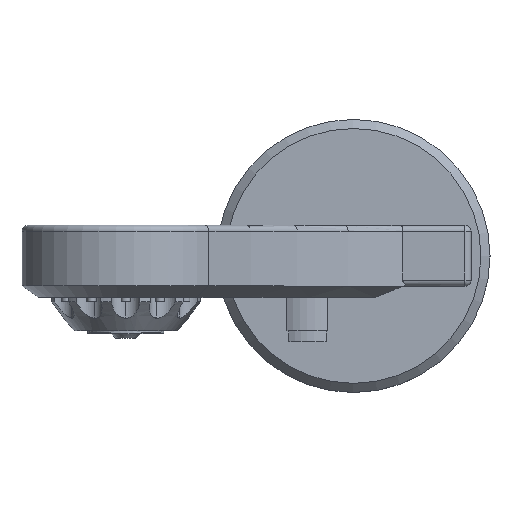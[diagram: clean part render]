
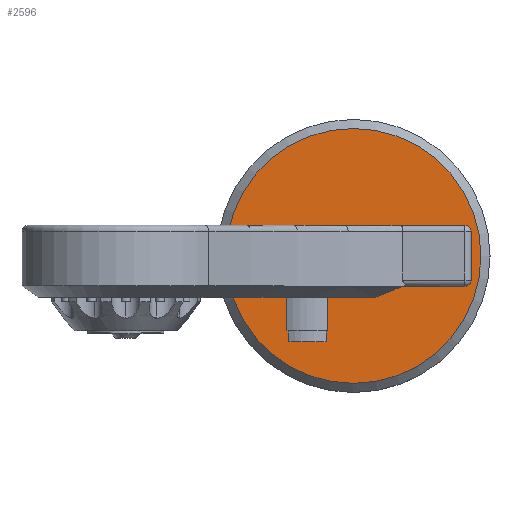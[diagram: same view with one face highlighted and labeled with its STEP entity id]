
A CAD part, top view. The second image highlights one B-rep face of the part: STEP entity #2596.
In plain terms, the highlighted planar face has unit normal (0, 0, 1).
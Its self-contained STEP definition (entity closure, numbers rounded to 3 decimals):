
#70=FACE_BOUND('',#533,.T.);
#180=PLANE('',#2935);
#339=FACE_OUTER_BOUND('',#532,.T.);
#532=EDGE_LOOP('',(#2342));
#533=EDGE_LOOP('',(#2343,#2344,#2345,#2346,#2347,#2348,#2349,#2350));
#541=LINE('',#3821,#687);
#549=LINE('',#3844,#695);
#556=LINE('',#3920,#702);
#679=LINE('',#5021,#825);
#687=VECTOR('',#2968,10.);
#695=VECTOR('',#2988,10.);
#702=VECTOR('',#3039,10.);
#825=VECTOR('',#3718,10.);
#833=CIRCLE('',#2622,4.);
#835=CIRCLE('',#2626,4.);
#841=CIRCLE('',#2635,4.);
#845=CIRCLE('',#2641,4.);
#991=CIRCLE('',#2931,84.);
#1004=VERTEX_POINT('',#3803);
#1005=VERTEX_POINT('',#3805);
#1007=VERTEX_POINT('',#3820);
#1010=VERTEX_POINT('',#3828);
#1011=VERTEX_POINT('',#3830);
#1016=VERTEX_POINT('',#3842);
#1019=VERTEX_POINT('',#3852);
#1022=VERTEX_POINT('',#3862);
#1240=VERTEX_POINT('',#5023);
#1256=EDGE_CURVE('',#1004,#1005,#833,.F.);
#1259=EDGE_CURVE('',#1007,#1005,#541,.T.);
#1264=EDGE_CURVE('',#1010,#1011,#835,.F.);
#1271=EDGE_CURVE('',#1010,#1016,#549,.T.);
#1275=EDGE_CURVE('',#1007,#1019,#841,.F.);
#1280=EDGE_CURVE('',#1022,#1016,#845,.F.);
#1293=EDGE_CURVE('',#1022,#1019,#556,.T.);
#1607=EDGE_CURVE('',#1004,#1011,#679,.T.);
#1608=EDGE_CURVE('',#1240,#1240,#991,.T.);
#2342=ORIENTED_EDGE('',*,*,#1608,.F.);
#2343=ORIENTED_EDGE('',*,*,#1293,.T.);
#2344=ORIENTED_EDGE('',*,*,#1275,.F.);
#2345=ORIENTED_EDGE('',*,*,#1259,.T.);
#2346=ORIENTED_EDGE('',*,*,#1256,.F.);
#2347=ORIENTED_EDGE('',*,*,#1607,.T.);
#2348=ORIENTED_EDGE('',*,*,#1264,.F.);
#2349=ORIENTED_EDGE('',*,*,#1271,.T.);
#2350=ORIENTED_EDGE('',*,*,#1280,.F.);
#2596=ADVANCED_FACE('',(#339,#70),#180,.T.);
#2622=AXIS2_PLACEMENT_3D('',#3806,#2963,#2964);
#2626=AXIS2_PLACEMENT_3D('',#3831,#2976,#2977);
#2635=AXIS2_PLACEMENT_3D('',#3853,#2999,#3000);
#2641=AXIS2_PLACEMENT_3D('',#3863,#3012,#3013);
#2931=AXIS2_PLACEMENT_3D('',#5024,#3721,#3722);
#2935=AXIS2_PLACEMENT_3D('',#5032,#3731,#3732);
#2963=DIRECTION('center_axis',(0.,0.,-1.));
#2964=DIRECTION('ref_axis',(-0.707,-0.707,0.));
#2968=DIRECTION('',(-1.,0.,0.));
#2976=DIRECTION('center_axis',(0.,0.,-1.));
#2977=DIRECTION('ref_axis',(-0.707,0.707,0.));
#2988=DIRECTION('',(1.,0.,0.));
#2999=DIRECTION('center_axis',(0.,0.,-1.));
#3000=DIRECTION('ref_axis',(0.707,-0.707,0.));
#3012=DIRECTION('center_axis',(0.,0.,-1.));
#3013=DIRECTION('ref_axis',(0.707,0.707,0.));
#3039=DIRECTION('',(0.,-1.,0.));
#3718=DIRECTION('',(0.,1.,0.));
#3721=DIRECTION('center_axis',(0.,0.,-1.));
#3722=DIRECTION('ref_axis',(1.,0.,0.));
#3731=DIRECTION('center_axis',(0.,0.,1.));
#3732=DIRECTION('ref_axis',(1.,0.,0.));
#3803=CARTESIAN_POINT('',(-77.5,-16.,37.));
#3805=CARTESIAN_POINT('',(-73.5,-20.,37.));
#3806=CARTESIAN_POINT('Origin',(-73.5,-16.,37.));
#3820=CARTESIAN_POINT('',(73.5,-20.,37.));
#3821=CARTESIAN_POINT('',(-38.75,-20.,37.));
#3828=CARTESIAN_POINT('',(-73.5,20.,37.));
#3830=CARTESIAN_POINT('',(-77.5,16.,37.));
#3831=CARTESIAN_POINT('Origin',(-73.5,16.,37.));
#3842=CARTESIAN_POINT('',(73.5,20.,37.));
#3844=CARTESIAN_POINT('',(38.75,20.,37.));
#3852=CARTESIAN_POINT('',(77.5,-16.,37.));
#3853=CARTESIAN_POINT('Origin',(73.5,-16.,37.));
#3862=CARTESIAN_POINT('',(77.5,16.,37.));
#3863=CARTESIAN_POINT('Origin',(73.5,16.,37.));
#3920=CARTESIAN_POINT('',(77.5,-10.,37.));
#5021=CARTESIAN_POINT('',(-77.5,10.,37.));
#5023=CARTESIAN_POINT('',(-84.,0.,37.));
#5024=CARTESIAN_POINT('Origin',(0.,0.,37.));
#5032=CARTESIAN_POINT('Origin',(0.,0.,37.));
